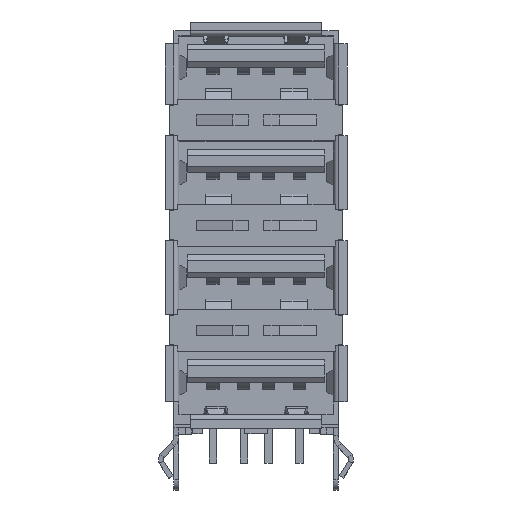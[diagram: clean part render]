
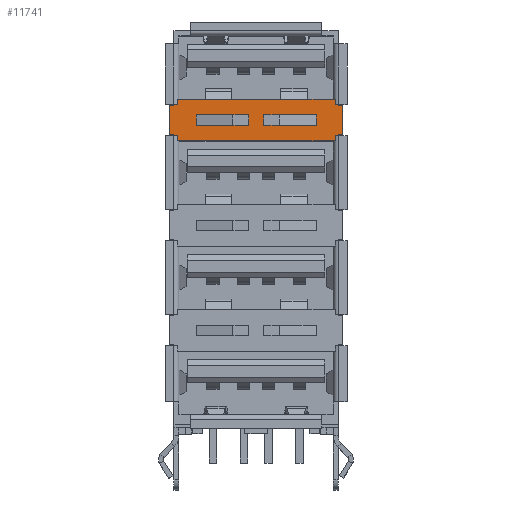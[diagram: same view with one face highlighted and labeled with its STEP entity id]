
A CAD part, top view. The second image highlights one B-rep face of the part: STEP entity #11741.
In plain terms, the highlighted planar face has unit normal (0, 0, 1).
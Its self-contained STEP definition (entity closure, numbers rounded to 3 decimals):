
#136=DIRECTION('',(1.,0.,0.));
#137=VECTOR('',#136,1.12);
#138=CARTESIAN_POINT('',(-4.866,9.478,-0.4));
#139=LINE('',#138,#137);
#140=DIRECTION('',(0.,-1.,0.));
#141=VECTOR('',#140,0.825);
#142=CARTESIAN_POINT('',(-4.866,9.478,-0.4));
#143=LINE('',#142,#141);
#144=DIRECTION('',(1.,0.,0.));
#145=VECTOR('',#144,1.12);
#146=CARTESIAN_POINT('',(-4.866,8.653,-0.4));
#147=LINE('',#146,#145);
#148=DIRECTION('',(0.,-1.,0.));
#149=VECTOR('',#148,0.825);
#150=CARTESIAN_POINT('',(-3.746,9.478,-0.4));
#151=LINE('',#150,#149);
#152=DIRECTION('',(1.,0.,0.));
#153=VECTOR('',#152,1.12);
#154=CARTESIAN_POINT('',(3.746,9.478,-0.4));
#155=LINE('',#154,#153);
#156=DIRECTION('',(0.,-1.,0.));
#157=VECTOR('',#156,0.825);
#158=CARTESIAN_POINT('',(3.746,9.478,-0.4));
#159=LINE('',#158,#157);
#160=DIRECTION('',(1.,0.,0.));
#161=VECTOR('',#160,1.12);
#162=CARTESIAN_POINT('',(3.746,8.653,-0.4));
#163=LINE('',#162,#161);
#164=DIRECTION('',(0.,-1.,0.));
#165=VECTOR('',#164,0.825);
#166=CARTESIAN_POINT('',(4.866,9.478,-0.4));
#167=LINE('',#166,#165);
#168=DIRECTION('',(-1.,0.,0.));
#169=VECTOR('',#168,0.265);
#170=CARTESIAN_POINT('',(6.65,7.815,-0.4));
#171=LINE('',#170,#169);
#172=DIRECTION('',(1.,0.,0.));
#173=VECTOR('',#172,0.265);
#174=CARTESIAN_POINT('',(-6.65,7.815,-0.4));
#175=LINE('',#174,#173);
#176=DIRECTION('',(0.,-1.,0.));
#177=VECTOR('',#176,0.06);
#178=CARTESIAN_POINT('',(-6.65,7.875,-0.4));
#179=LINE('',#178,#177);
#180=DIRECTION('',(0.,-1.,0.));
#181=VECTOR('',#180,0.06);
#182=CARTESIAN_POINT('',(-6.65,10.315,-0.4));
#183=LINE('',#182,#181);
#184=DIRECTION('',(1.,0.,0.));
#185=VECTOR('',#184,0.265);
#186=CARTESIAN_POINT('',(-6.65,10.315,-0.4));
#187=LINE('',#186,#185);
#188=DIRECTION('',(1.,0.,0.));
#189=VECTOR('',#188,12.771);
#190=CARTESIAN_POINT('',(-6.385,10.755,-0.4));
#191=LINE('',#190,#189);
#192=DIRECTION('',(-1.,0.,0.));
#193=VECTOR('',#192,0.265);
#194=CARTESIAN_POINT('',(6.65,10.315,-0.4));
#195=LINE('',#194,#193);
#196=DIRECTION('',(0.,1.,0.));
#197=VECTOR('',#196,0.06);
#198=CARTESIAN_POINT('',(6.65,10.255,-0.4));
#199=LINE('',#198,#197);
#200=DIRECTION('',(0.,-1.,0.));
#201=VECTOR('',#200,2.38);
#202=CARTESIAN_POINT('',(6.99,10.255,-0.4));
#203=LINE('',#202,#201);
#204=DIRECTION('',(0.,1.,0.));
#205=VECTOR('',#204,0.06);
#206=CARTESIAN_POINT('',(6.65,7.815,-0.4));
#207=LINE('',#206,#205);
#639=DIRECTION('',(0.,1.,0.));
#640=VECTOR('',#639,0.44);
#641=CARTESIAN_POINT('',(6.385,7.375,-0.4));
#642=LINE('',#641,#640);
#2208=DIRECTION('',(0.,-1.,0.));
#2209=VECTOR('',#2208,0.44);
#2210=CARTESIAN_POINT('',(-6.385,10.755,-0.4));
#2211=LINE('',#2210,#2209);
#7147=DIRECTION('',(0.,-1.,0.));
#7148=VECTOR('',#7147,0.44);
#7149=CARTESIAN_POINT('',(-6.385,7.815,-0.4));
#7150=LINE('',#7149,#7148);
#7183=DIRECTION('',(1.,0.,0.));
#7184=VECTOR('',#7183,12.771);
#7185=CARTESIAN_POINT('',(-6.385,7.375,-0.4));
#7186=LINE('',#7185,#7184);
#7740=DIRECTION('',(-1.,0.,0.));
#7741=VECTOR('',#7740,0.34);
#7742=CARTESIAN_POINT('',(-6.65,7.875,-0.4));
#7743=LINE('',#7742,#7741);
#7744=DIRECTION('',(-1.,0.,0.));
#7745=VECTOR('',#7744,0.34);
#7746=CARTESIAN_POINT('',(6.99,7.875,-0.4));
#7747=LINE('',#7746,#7745);
#7760=DIRECTION('',(-1.,0.,0.));
#7761=VECTOR('',#7760,0.34);
#7762=CARTESIAN_POINT('',(-6.65,10.255,-0.4));
#7763=LINE('',#7762,#7761);
#7780=DIRECTION('',(-1.,0.,0.));
#7781=VECTOR('',#7780,0.34);
#7782=CARTESIAN_POINT('',(6.99,10.255,-0.4));
#7783=LINE('',#7782,#7781);
#7784=DIRECTION('',(0.,-1.,0.));
#7785=VECTOR('',#7784,2.38);
#7786=CARTESIAN_POINT('',(-6.99,10.255,-0.4));
#7787=LINE('',#7786,#7785);
#7797=DIRECTION('',(0.,1.,0.));
#7798=VECTOR('',#7797,0.44);
#7799=CARTESIAN_POINT('',(6.385,10.315,-0.4));
#7800=LINE('',#7799,#7798);
#9556=CARTESIAN_POINT('',(-4.866,9.478,-0.4));
#9557=CARTESIAN_POINT('',(-3.746,9.478,-0.4));
#9558=VERTEX_POINT('',#9556);
#9559=VERTEX_POINT('',#9557);
#9560=CARTESIAN_POINT('',(3.746,9.478,-0.4));
#9561=CARTESIAN_POINT('',(4.866,9.478,-0.4));
#9562=VERTEX_POINT('',#9560);
#9563=VERTEX_POINT('',#9561);
#9564=CARTESIAN_POINT('',(-4.866,8.653,-0.4));
#9565=CARTESIAN_POINT('',(-3.746,8.653,-0.4));
#9566=VERTEX_POINT('',#9564);
#9567=VERTEX_POINT('',#9565);
#9568=CARTESIAN_POINT('',(3.746,8.653,-0.4));
#9569=CARTESIAN_POINT('',(4.866,8.653,-0.4));
#9570=VERTEX_POINT('',#9568);
#9571=VERTEX_POINT('',#9569);
#9637=CARTESIAN_POINT('',(6.99,10.255,-0.4));
#9639=VERTEX_POINT('',#9637);
#9640=CARTESIAN_POINT('',(-6.99,10.255,-0.4));
#9642=VERTEX_POINT('',#9640);
#9645=CARTESIAN_POINT('',(6.99,7.875,-0.4));
#9647=VERTEX_POINT('',#9645);
#9648=CARTESIAN_POINT('',(-6.99,7.875,-0.4));
#9650=VERTEX_POINT('',#9648);
#9652=CARTESIAN_POINT('',(-6.65,10.255,-0.4));
#9654=VERTEX_POINT('',#9652);
#9656=CARTESIAN_POINT('',(-6.65,7.875,-0.4));
#9658=VERTEX_POINT('',#9656);
#9660=CARTESIAN_POINT('',(6.65,10.255,-0.4));
#9662=VERTEX_POINT('',#9660);
#9664=CARTESIAN_POINT('',(6.65,7.875,-0.4));
#9666=VERTEX_POINT('',#9664);
#10618=CARTESIAN_POINT('',(-6.65,10.315,-0.4));
#10619=VERTEX_POINT('',#10618);
#10620=CARTESIAN_POINT('',(-6.65,7.815,-0.4));
#10621=VERTEX_POINT('',#10620);
#10646=CARTESIAN_POINT('',(6.65,10.315,-0.4));
#10647=VERTEX_POINT('',#10646);
#10650=CARTESIAN_POINT('',(6.65,7.815,-0.4));
#10651=VERTEX_POINT('',#10650);
#11555=CARTESIAN_POINT('',(6.385,10.315,-0.4));
#11557=VERTEX_POINT('',#11555);
#11572=CARTESIAN_POINT('',(6.385,7.815,-0.4));
#11574=VERTEX_POINT('',#11572);
#11629=CARTESIAN_POINT('',(-6.385,7.815,-0.4));
#11631=VERTEX_POINT('',#11629);
#11646=CARTESIAN_POINT('',(-6.385,10.315,-0.4));
#11648=VERTEX_POINT('',#11646);
#11650=CARTESIAN_POINT('',(-6.385,10.755,-0.4));
#11651=VERTEX_POINT('',#11650);
#11654=CARTESIAN_POINT('',(-6.385,7.375,-0.4));
#11655=VERTEX_POINT('',#11654);
#11668=CARTESIAN_POINT('',(6.385,7.375,-0.4));
#11669=VERTEX_POINT('',#11668);
#11672=CARTESIAN_POINT('',(6.385,10.755,-0.4));
#11673=VERTEX_POINT('',#11672);
#11674=CARTESIAN_POINT('',(0.,0.,-0.4));
#11675=DIRECTION('',(0.,0.,1.));
#11676=DIRECTION('',(1.,0.,0.));
#11677=AXIS2_PLACEMENT_3D('',#11674,#11675,#11676);
#11678=PLANE('',#11677);
#11680=ORIENTED_EDGE('',*,*,#11679,.T.);
#11682=ORIENTED_EDGE('',*,*,#11681,.F.);
#11684=ORIENTED_EDGE('',*,*,#11683,.F.);
#11686=ORIENTED_EDGE('',*,*,#11685,.F.);
#11688=ORIENTED_EDGE('',*,*,#11687,.F.);
#11690=ORIENTED_EDGE('',*,*,#11689,.F.);
#11692=ORIENTED_EDGE('',*,*,#11691,.T.);
#11694=ORIENTED_EDGE('',*,*,#11693,.F.);
#11696=ORIENTED_EDGE('',*,*,#11695,.F.);
#11698=ORIENTED_EDGE('',*,*,#11697,.F.);
#11700=ORIENTED_EDGE('',*,*,#11699,.T.);
#11702=ORIENTED_EDGE('',*,*,#11701,.F.);
#11704=ORIENTED_EDGE('',*,*,#11703,.T.);
#11706=ORIENTED_EDGE('',*,*,#11705,.F.);
#11708=ORIENTED_EDGE('',*,*,#11707,.F.);
#11710=ORIENTED_EDGE('',*,*,#11709,.F.);
#11712=ORIENTED_EDGE('',*,*,#11711,.F.);
#11714=ORIENTED_EDGE('',*,*,#11713,.T.);
#11716=ORIENTED_EDGE('',*,*,#11715,.T.);
#11718=ORIENTED_EDGE('',*,*,#11717,.F.);
#11719=EDGE_LOOP('',(#11680,#11682,#11684,#11686,#11688,#11690,#11692,#11694,
#11696,#11698,#11700,#11702,#11704,#11706,#11708,#11710,#11712,#11714,#11716,
#11718));
#11720=FACE_OUTER_BOUND('',#11719,.F.);
#11722=ORIENTED_EDGE('',*,*,#11721,.F.);
#11724=ORIENTED_EDGE('',*,*,#11723,.T.);
#11726=ORIENTED_EDGE('',*,*,#11725,.T.);
#11728=ORIENTED_EDGE('',*,*,#11727,.F.);
#11729=EDGE_LOOP('',(#11722,#11724,#11726,#11728));
#11730=FACE_BOUND('',#11729,.F.);
#11732=ORIENTED_EDGE('',*,*,#11731,.F.);
#11734=ORIENTED_EDGE('',*,*,#11733,.T.);
#11736=ORIENTED_EDGE('',*,*,#11735,.T.);
#11738=ORIENTED_EDGE('',*,*,#11737,.F.);
#11739=EDGE_LOOP('',(#11732,#11734,#11736,#11738));
#11740=FACE_BOUND('',#11739,.F.);
#11741=ADVANCED_FACE('',(#11720,#11730,#11740),#11678,.T.);
#11679=EDGE_CURVE('',#10651,#11574,#171,.T.);
#11681=EDGE_CURVE('',#11669,#11574,#642,.T.);
#11683=EDGE_CURVE('',#11655,#11669,#7186,.T.);
#11685=EDGE_CURVE('',#11631,#11655,#7150,.T.);
#11687=EDGE_CURVE('',#10621,#11631,#175,.T.);
#11689=EDGE_CURVE('',#9658,#10621,#179,.T.);
#11691=EDGE_CURVE('',#9658,#9650,#7743,.T.);
#11693=EDGE_CURVE('',#9642,#9650,#7787,.T.);
#11695=EDGE_CURVE('',#9654,#9642,#7763,.T.);
#11697=EDGE_CURVE('',#10619,#9654,#183,.T.);
#11699=EDGE_CURVE('',#10619,#11648,#187,.T.);
#11701=EDGE_CURVE('',#11651,#11648,#2211,.T.);
#11703=EDGE_CURVE('',#11651,#11673,#191,.T.);
#11705=EDGE_CURVE('',#11557,#11673,#7800,.T.);
#11707=EDGE_CURVE('',#10647,#11557,#195,.T.);
#11709=EDGE_CURVE('',#9662,#10647,#199,.T.);
#11711=EDGE_CURVE('',#9639,#9662,#7783,.T.);
#11713=EDGE_CURVE('',#9639,#9647,#203,.T.);
#11715=EDGE_CURVE('',#9647,#9666,#7747,.T.);
#11717=EDGE_CURVE('',#10651,#9666,#207,.T.);
#11721=EDGE_CURVE('',#9558,#9559,#139,.T.);
#11723=EDGE_CURVE('',#9558,#9566,#143,.T.);
#11725=EDGE_CURVE('',#9566,#9567,#147,.T.);
#11727=EDGE_CURVE('',#9559,#9567,#151,.T.);
#11731=EDGE_CURVE('',#9562,#9563,#155,.T.);
#11733=EDGE_CURVE('',#9562,#9570,#159,.T.);
#11735=EDGE_CURVE('',#9570,#9571,#163,.T.);
#11737=EDGE_CURVE('',#9563,#9571,#167,.T.);
